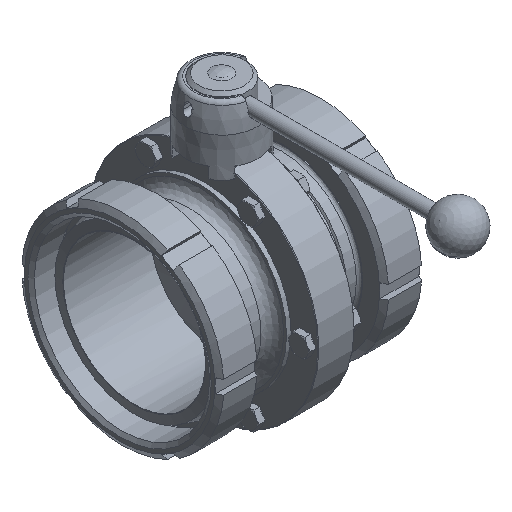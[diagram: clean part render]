
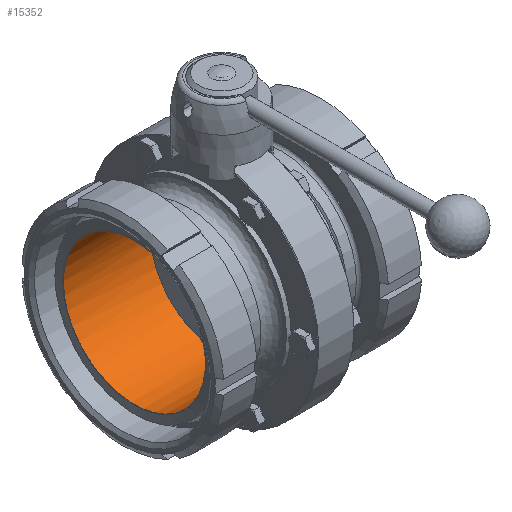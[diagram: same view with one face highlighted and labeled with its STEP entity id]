
A CAD part, isometric view. The second image highlights one B-rep face of the part: STEP entity #15352.
In plain terms, the highlighted cylindrical face has radius 62.5 mm (diameter 125 mm), a full revolution.
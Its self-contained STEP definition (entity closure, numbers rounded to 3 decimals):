
#7669=CARTESIAN_POINT('',(-77.,62.5,0.));
#7670=VERTEX_POINT('',#7669);
#7671=CARTESIAN_POINT('',(-77.,0.,0.));
#7672=DIRECTION('',(1.0,0.0,0.0));
#7673=DIRECTION('',(0.0,1.0,0.0));
#7674=AXIS2_PLACEMENT_3D('',#7671,#7672,#7673);
#7675=CIRCLE('',#7674,62.5);
#7676=EDGE_CURVE('',#7670,#7670,#7675,.T.);
#12596=CARTESIAN_POINT('',(0.,-9.1,-61.834));
#12597=VERTEX_POINT('',#12596);
#12598=CARTESIAN_POINT('',(0.,-9.1,61.834));
#12599=VERTEX_POINT('',#12598);
#12600=CARTESIAN_POINT('',(0.,0.,0.));
#12601=DIRECTION('',(-1.0,0.0,0.0));
#12602=DIRECTION('',(0.0,-1.0,0.0));
#12603=AXIS2_PLACEMENT_3D('',#12600,#12601,#12602);
#12604=CIRCLE('',#12603,62.5);
#12605=EDGE_CURVE('',#12597,#12599,#12604,.T.);
#13736=CARTESIAN_POINT('',(0.,9.1,61.834));
#13737=VERTEX_POINT('',#13736);
#13738=CARTESIAN_POINT('',(0.,9.1,-61.834));
#13739=VERTEX_POINT('',#13738);
#13740=CARTESIAN_POINT('',(0.,0.,0.));
#13741=DIRECTION('',(-1.0,0.0,0.0));
#13742=DIRECTION('',(0.0,-1.0,0.0));
#13743=AXIS2_PLACEMENT_3D('',#13740,#13741,#13742);
#13744=CIRCLE('',#13743,62.5);
#13745=EDGE_CURVE('',#13737,#13739,#13744,.T.);
#15298=CARTESIAN_POINT('',(-26.7,0.,0.));
#15299=DIRECTION('',(-1.0,0.0,0.0));
#15300=DIRECTION('',(0.0,-1.0,0.0));
#15301=AXIS2_PLACEMENT_3D('',#15298,#15299,#15300);
#15302=CYLINDRICAL_SURFACE('',#15301,62.5);
#15303=ORIENTED_EDGE('',*,*,#7676,.F.);
#15304=EDGE_LOOP('',(#15303));
#15305=FACE_OUTER_BOUND('',#15304,.T.);
#15306=ORIENTED_EDGE('',*,*,#12605,.F.);
#15307=CARTESIAN_POINT('',(0.,-9.1,-61.834));
#15308=CARTESIAN_POINT('',(-1.144,-9.1,-61.834));
#15309=CARTESIAN_POINT('',(-2.364,-8.871,-61.869));
#15310=CARTESIAN_POINT('',(-4.605,-7.942,-61.995));
#15311=CARTESIAN_POINT('',(-5.628,-7.242,-62.084));
#15312=CARTESIAN_POINT('',(-7.242,-5.628,-62.251));
#15313=CARTESIAN_POINT('',(-7.942,-4.605,-62.34));
#15314=CARTESIAN_POINT('',(-8.871,-2.364,-62.465));
#15315=CARTESIAN_POINT('',(-9.1,-1.144,-62.5));
#15316=CARTESIAN_POINT('',(-9.1,1.144,-62.5));
#15317=CARTESIAN_POINT('',(-8.871,2.364,-62.465));
#15318=CARTESIAN_POINT('',(-7.942,4.605,-62.34));
#15319=CARTESIAN_POINT('',(-7.242,5.628,-62.251));
#15320=CARTESIAN_POINT('',(-5.628,7.242,-62.084));
#15321=CARTESIAN_POINT('',(-4.605,7.942,-61.995));
#15322=CARTESIAN_POINT('',(-2.364,8.871,-61.869));
#15323=CARTESIAN_POINT('',(-1.144,9.1,-61.834));
#15324=CARTESIAN_POINT('',(0.,9.1,-61.834));
#15325=B_SPLINE_CURVE_WITH_KNOTS('',3,(#15307,#15308,#15309,#15310,#15311,#15312,#15313,#15314,#15315,#15316,#15317,#15318,#15319,#15320,#15321,#15322,#15323,#15324),.UNSPECIFIED.,.F.,.U.,(4,2,2,2,2,2,2,2,4),(-5.493,-5.15,-4.806,-4.463,-4.12,-3.776,-3.433,-3.09,-2.746),.UNSPECIFIED.);
#15326=EDGE_CURVE('',#12597,#13739,#15325,.T.);
#15327=ORIENTED_EDGE('',*,*,#15326,.T.);
#15328=ORIENTED_EDGE('',*,*,#13745,.F.);
#15329=CARTESIAN_POINT('',(0.,9.1,61.834));
#15330=CARTESIAN_POINT('',(-1.144,9.1,61.834));
#15331=CARTESIAN_POINT('',(-2.364,8.871,61.869));
#15332=CARTESIAN_POINT('',(-4.605,7.942,61.995));
#15333=CARTESIAN_POINT('',(-5.628,7.242,62.084));
#15334=CARTESIAN_POINT('',(-7.242,5.628,62.251));
#15335=CARTESIAN_POINT('',(-7.942,4.605,62.34));
#15336=CARTESIAN_POINT('',(-8.871,2.364,62.465));
#15337=CARTESIAN_POINT('',(-9.1,1.144,62.5));
#15338=CARTESIAN_POINT('',(-9.1,-1.144,62.5));
#15339=CARTESIAN_POINT('',(-8.871,-2.364,62.465));
#15340=CARTESIAN_POINT('',(-7.942,-4.605,62.34));
#15341=CARTESIAN_POINT('',(-7.242,-5.628,62.251));
#15342=CARTESIAN_POINT('',(-5.628,-7.242,62.084));
#15343=CARTESIAN_POINT('',(-4.605,-7.942,61.995));
#15344=CARTESIAN_POINT('',(-2.364,-8.871,61.869));
#15345=CARTESIAN_POINT('',(-1.144,-9.1,61.834));
#15346=CARTESIAN_POINT('',(0.,-9.1,61.834));
#15347=B_SPLINE_CURVE_WITH_KNOTS('',3,(#15329,#15330,#15331,#15332,#15333,#15334,#15335,#15336,#15337,#15338,#15339,#15340,#15341,#15342,#15343,#15344,#15345,#15346),.UNSPECIFIED.,.F.,.U.,(4,2,2,2,2,2,2,2,4),(-2.746,-2.403,-2.06,-1.717,-1.373,-1.03,-0.687,-0.343,0.0),.UNSPECIFIED.);
#15348=EDGE_CURVE('',#13737,#12599,#15347,.T.);
#15349=ORIENTED_EDGE('',*,*,#15348,.T.);
#15350=EDGE_LOOP('',(#15306,#15327,#15328,#15349));
#15351=FACE_BOUND('',#15350,.T.);
#15352=ADVANCED_FACE('',(#15305,#15351),#15302,.F.);
